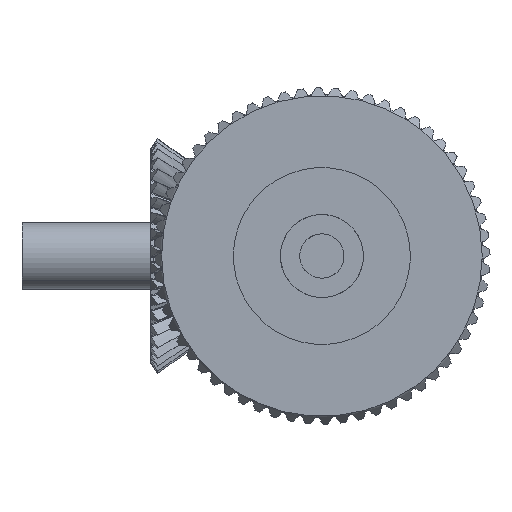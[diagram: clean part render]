
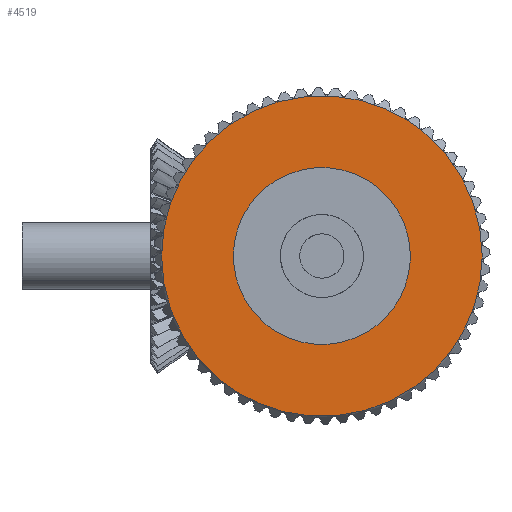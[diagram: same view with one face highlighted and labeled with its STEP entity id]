
A CAD part, left-side view. The second image highlights one B-rep face of the part: STEP entity #4519.
In plain terms, the highlighted free-form (B-spline) face has degree [1, 1] with [2, 2] control points.
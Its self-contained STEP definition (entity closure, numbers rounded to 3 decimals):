
#130 = VERTEX_POINT('',#131);
#131 = CARTESIAN_POINT('',(0.,-56.053,
    90.798));
#136 = EDGE_CURVE('',#130,#137,#139,.T.);
#137 = VERTEX_POINT('',#138);
#138 = CARTESIAN_POINT('',(0.,56.053,
    -90.798));
#139 = ( BOUNDED_CURVE() B_SPLINE_CURVE(2,(#140,#141,#142,#143,#144),
.UNSPECIFIED.,.F.,.F.) B_SPLINE_CURVE_WITH_KNOTS((3,2,3),(3.142,
4.712,6.283),.PIECEWISE_BEZIER_KNOTS.) CURVE() 
GEOMETRIC_REPRESENTATION_ITEM() RATIONAL_B_SPLINE_CURVE((1.,
0.707,1.,0.707,1.)) REPRESENTATION_ITEM('') );
#140 = CARTESIAN_POINT('',(0.,-56.053,
    90.798));
#141 = CARTESIAN_POINT('',(0.,34.745,
    146.852));
#142 = CARTESIAN_POINT('',(0.,90.798,
    56.053));
#143 = CARTESIAN_POINT('',(0.,146.852,
    -34.745));
#144 = CARTESIAN_POINT('',(0.,56.053,
    -90.798));
#261 = EDGE_CURVE('',#262,#264,#266,.T.);
#262 = VERTEX_POINT('',#263);
#263 = CARTESIAN_POINT('',(0.,-101.593,
    164.566));
#264 = VERTEX_POINT('',#265);
#265 = CARTESIAN_POINT('',(0.,101.593,
    -164.566));
#266 = ( BOUNDED_CURVE() B_SPLINE_CURVE(2,(#267,#268,#269,#270,#271),
.UNSPECIFIED.,.F.,.F.) B_SPLINE_CURVE_WITH_KNOTS((3,2,3),(0.,
1.571,3.142),.PIECEWISE_BEZIER_KNOTS.) CURVE() 
GEOMETRIC_REPRESENTATION_ITEM() RATIONAL_B_SPLINE_CURVE((1.,
0.707,1.,0.707,1.)) REPRESENTATION_ITEM('') );
#267 = CARTESIAN_POINT('',(0.,-101.593,
    164.566));
#268 = CARTESIAN_POINT('',(0.,62.973,
    266.159));
#269 = CARTESIAN_POINT('',(0.,164.566,
    101.593));
#270 = CARTESIAN_POINT('',(0.,266.159,
    -62.973));
#271 = CARTESIAN_POINT('',(0.,101.593,
    -164.566));
#4519 = ADVANCED_FACE('',(#4520,#4531),#4542,.F.);
#4520 = FACE_BOUND('',#4521,.T.);
#4521 = EDGE_LOOP('',(#4522,#4530));
#4522 = ORIENTED_EDGE('',*,*,#4523,.T.);
#4523 = EDGE_CURVE('',#264,#262,#4524,.T.);
#4524 = ( BOUNDED_CURVE() B_SPLINE_CURVE(2,(#4525,#4526,#4527,#4528,
#4529),.UNSPECIFIED.,.F.,.F.) B_SPLINE_CURVE_WITH_KNOTS((3,2,3),(
    3.142,4.712,6.283),
.PIECEWISE_BEZIER_KNOTS.) CURVE() GEOMETRIC_REPRESENTATION_ITEM() 
RATIONAL_B_SPLINE_CURVE((1.,0.707,1.,0.707,1.)) 
REPRESENTATION_ITEM('') );
#4525 = CARTESIAN_POINT('',(0.,101.593,
    -164.566));
#4526 = CARTESIAN_POINT('',(0.,-62.973,
    -266.159));
#4527 = CARTESIAN_POINT('',(0.,-164.566,
    -101.593));
#4528 = CARTESIAN_POINT('',(0.,-266.159,
    62.973));
#4529 = CARTESIAN_POINT('',(0.,-101.593,
    164.566));
#4530 = ORIENTED_EDGE('',*,*,#261,.T.);
#4531 = FACE_BOUND('',#4532,.T.);
#4532 = EDGE_LOOP('',(#4533,#4541));
#4533 = ORIENTED_EDGE('',*,*,#4534,.F.);
#4534 = EDGE_CURVE('',#137,#130,#4535,.T.);
#4535 = ( BOUNDED_CURVE() B_SPLINE_CURVE(2,(#4536,#4537,#4538,#4539,
#4540),.UNSPECIFIED.,.F.,.F.) B_SPLINE_CURVE_WITH_KNOTS((3,2,3),(0.,
1.571,3.142),.PIECEWISE_BEZIER_KNOTS.) CURVE() 
GEOMETRIC_REPRESENTATION_ITEM() RATIONAL_B_SPLINE_CURVE((1.,
0.707,1.,0.707,1.)) REPRESENTATION_ITEM('') );
#4536 = CARTESIAN_POINT('',(0.,56.053,
    -90.798));
#4537 = CARTESIAN_POINT('',(0.,-34.745,
    -146.852));
#4538 = CARTESIAN_POINT('',(0.,-90.798,
    -56.053));
#4539 = CARTESIAN_POINT('',(0.,-146.852,
    34.745));
#4540 = CARTESIAN_POINT('',(0.,-56.053,
    90.798));
#4541 = ORIENTED_EDGE('',*,*,#136,.F.);
#4542 = B_SPLINE_SURFACE_WITH_KNOTS('',1,1,(
    (#4543,#4544)
    ,(#4545,#4546
    )),.UNSPECIFIED.,.F.,.F.,.F.,(2,2),(2,2),(-144.995,
    144.995),(-144.995,144.995),
  .PIECEWISE_BEZIER_KNOTS.);
#4543 = CARTESIAN_POINT('',(0.,-266.159,
    62.973));
#4544 = CARTESIAN_POINT('',(0.,62.973,
    266.159));
#4545 = CARTESIAN_POINT('',(0.,-62.973,
    -266.159));
#4546 = CARTESIAN_POINT('',(0.,266.159,
    -62.973));
